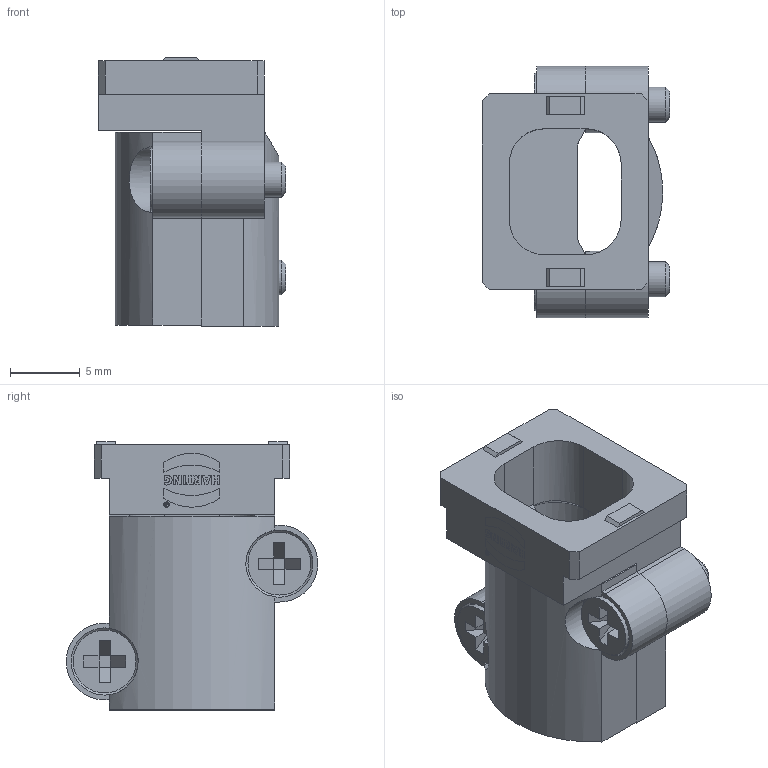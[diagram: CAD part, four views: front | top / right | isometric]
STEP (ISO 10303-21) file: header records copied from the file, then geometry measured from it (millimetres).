
FILE_DESCRIPTION(/* description */ (''),/* implementation_level */ '2;1');
FILE_NAME(/* name */ '100621601ugm000_b.stp',/* time_stamp */ '2018-04-05T13:54:35+02:00',/* author */ (''),/* organization */ (''),/* preprocessor_version */ 'ST-DEVELOPER v16',/* originating_system */ 'SIEMENS PLM Software NX 10.0',/* authorisation */ '');
FILE_SCHEMA (('AUTOMOTIVE_DESIGN { 1 0 10303 214 3 1 1 1 }'));
Length unit declared in the file: millimetre
Products named in the file (1): 100621601ugm000_b
Bounding box: 13.4 x 18 x 19.23 mm (x, y, z)
Volume: 1889.3 mm3; surface area: 1789.1 mm2
Topology: 1 solids, 1 shells, 140 faces, 406 edges, 288 vertices
Faces by surface type: plane 109, cylinder 22, bspline 5, cone 4
Full cylindrical faces by diameter (mm): 2.5 x2
Entity records: 5912 total; most frequent: CARTESIAN_POINT 1235, ORIENTED_EDGE 784, DIRECTION 686, EDGE_CURVE 392, LINE 298, VECTOR 298, VERTEX_POINT 280, AXIS2_PLACEMENT_3D 194
